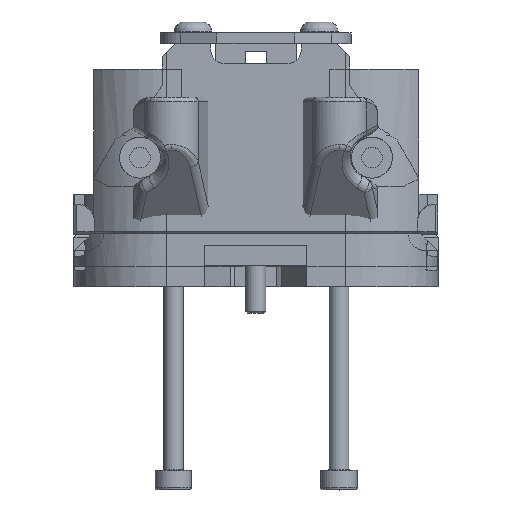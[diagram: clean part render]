
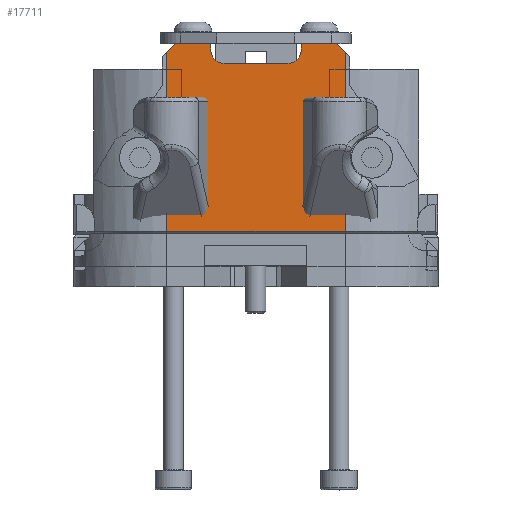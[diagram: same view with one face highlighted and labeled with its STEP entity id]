
A CAD part, top view. The second image highlights one B-rep face of the part: STEP entity #17711.
In plain terms, the highlighted face is planar.
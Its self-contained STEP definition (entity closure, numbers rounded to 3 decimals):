
#1525=CIRCLE('',#19277,2.);
#1526=CIRCLE('',#19280,2.);
#2350=FACE_OUTER_BOUND('',#3432,.T.);
#3432=EDGE_LOOP('',(#14466,#14467,#14468,#14469,#14470,#14471,#14472,#14473,
#14474,#14475,#14476,#14477,#14478,#14479,#14480,#14481));
#4678=LINE('',#33477,#6284);
#4679=LINE('',#33479,#6285);
#4681=LINE('',#33487,#6287);
#4683=LINE('',#33491,#6289);
#4684=LINE('',#33493,#6290);
#4685=LINE('',#33495,#6291);
#4857=LINE('',#33990,#6463);
#4861=LINE('',#34004,#6467);
#4867=LINE('',#34017,#6473);
#4868=LINE('',#34018,#6474);
#4869=LINE('',#34019,#6475);
#4870=LINE('',#34023,#6476);
#4871=LINE('',#34025,#6477);
#4872=LINE('',#34026,#6478);
#6284=VECTOR('',#22425,10.);
#6285=VECTOR('',#22426,10.);
#6287=VECTOR('',#22436,10.);
#6289=VECTOR('',#22440,10.);
#6290=VECTOR('',#22441,10.);
#6291=VECTOR('',#22442,10.);
#6463=VECTOR('',#22846,10.);
#6467=VECTOR('',#22858,10.);
#6473=VECTOR('',#22866,10.);
#6474=VECTOR('',#22867,10.);
#6475=VECTOR('',#22868,10.);
#6476=VECTOR('',#22871,10.);
#6477=VECTOR('',#22872,10.);
#6478=VECTOR('',#22873,10.);
#7842=VERTEX_POINT('',#32876);
#8029=VERTEX_POINT('',#33474);
#8030=VERTEX_POINT('',#33476);
#8031=VERTEX_POINT('',#33478);
#8034=VERTEX_POINT('',#33490);
#8035=VERTEX_POINT('',#33492);
#8036=VERTEX_POINT('',#33494);
#8162=VERTEX_POINT('',#33988);
#8165=VERTEX_POINT('',#33995);
#8166=VERTEX_POINT('',#33997);
#8167=VERTEX_POINT('',#34001);
#8173=VERTEX_POINT('',#34015);
#8174=VERTEX_POINT('',#34016);
#8175=VERTEX_POINT('',#34020);
#8176=VERTEX_POINT('',#34022);
#8177=VERTEX_POINT('',#34024);
#10161=EDGE_CURVE('',#8029,#8030,#4678,.T.);
#10162=EDGE_CURVE('',#8030,#8031,#4679,.T.);
#10167=EDGE_CURVE('',#7842,#8031,#4681,.T.);
#10169=EDGE_CURVE('',#7842,#8034,#4683,.T.);
#10170=EDGE_CURVE('',#8034,#8035,#4684,.T.);
#10171=EDGE_CURVE('',#8035,#8036,#4685,.T.);
#10387=EDGE_CURVE('',#8162,#8029,#4857,.T.);
#10390=EDGE_CURVE('',#8165,#8166,#1525,.T.);
#10393=EDGE_CURVE('',#8167,#8165,#4861,.T.);
#10399=EDGE_CURVE('',#8173,#8174,#4867,.T.);
#10400=EDGE_CURVE('',#8036,#8173,#4868,.T.);
#10401=EDGE_CURVE('',#8162,#8166,#4869,.F.);
#10402=EDGE_CURVE('',#8175,#8167,#1526,.T.);
#10403=EDGE_CURVE('',#8175,#8176,#4870,.F.);
#10404=EDGE_CURVE('',#8177,#8176,#4871,.T.);
#10405=EDGE_CURVE('',#8174,#8177,#4872,.T.);
#14466=ORIENTED_EDGE('',*,*,#10399,.F.);
#14467=ORIENTED_EDGE('',*,*,#10400,.F.);
#14468=ORIENTED_EDGE('',*,*,#10171,.F.);
#14469=ORIENTED_EDGE('',*,*,#10170,.F.);
#14470=ORIENTED_EDGE('',*,*,#10169,.F.);
#14471=ORIENTED_EDGE('',*,*,#10167,.T.);
#14472=ORIENTED_EDGE('',*,*,#10162,.F.);
#14473=ORIENTED_EDGE('',*,*,#10161,.F.);
#14474=ORIENTED_EDGE('',*,*,#10387,.F.);
#14475=ORIENTED_EDGE('',*,*,#10401,.T.);
#14476=ORIENTED_EDGE('',*,*,#10390,.F.);
#14477=ORIENTED_EDGE('',*,*,#10393,.F.);
#14478=ORIENTED_EDGE('',*,*,#10402,.F.);
#14479=ORIENTED_EDGE('',*,*,#10403,.T.);
#14480=ORIENTED_EDGE('',*,*,#10404,.F.);
#14481=ORIENTED_EDGE('',*,*,#10405,.F.);
#16864=PLANE('',#19279);
#17711=ADVANCED_FACE('',(#2350),#16864,.T.);
#19277=AXIS2_PLACEMENT_3D('',#33998,#22852,#22853);
#19279=AXIS2_PLACEMENT_3D('',#34014,#22864,#22865);
#19280=AXIS2_PLACEMENT_3D('',#34021,#22869,#22870);
#22425=DIRECTION('',(0.707,0.,-0.707));
#22426=DIRECTION('',(0.707,0.,-0.707));
#22436=DIRECTION('',(0.,0.,1.));
#22440=DIRECTION('',(-1.,0.,0.));
#22441=DIRECTION('',(-1.,0.,0.));
#22442=DIRECTION('',(-1.,0.,0.));
#22846=DIRECTION('',(1.,0.,0.));
#22852=DIRECTION('center_axis',(0.,-1.,0.));
#22853=DIRECTION('ref_axis',(0.707,0.,-0.707));
#22858=DIRECTION('',(1.,0.,0.));
#22864=DIRECTION('center_axis',(0.,-1.,0.));
#22865=DIRECTION('ref_axis',(1.,0.,0.));
#22866=DIRECTION('',(0.707,0.,0.707));
#22867=DIRECTION('',(0.,0.,1.));
#22868=DIRECTION('',(0.,0.,1.));
#22869=DIRECTION('center_axis',(0.,-1.,0.));
#22870=DIRECTION('ref_axis',(-0.707,0.,-0.707));
#22871=DIRECTION('',(0.,0.,-1.));
#22872=DIRECTION('',(1.,0.,0.));
#22873=DIRECTION('',(0.707,0.,0.707));
#32876=CARTESIAN_POINT('',(13.5,-151.704,82.312));
#33474=CARTESIAN_POINT('',(12.139,-151.704,110.636));
#33476=CARTESIAN_POINT('',(13.49,-151.704,109.286));
#33477=CARTESIAN_POINT('',(14.66,-151.704,108.115));
#33478=CARTESIAN_POINT('',(13.5,-151.704,109.276));
#33479=CARTESIAN_POINT('',(14.66,-151.704,108.115));
#33487=CARTESIAN_POINT('',(13.5,-151.704,76.912));
#33490=CARTESIAN_POINT('',(13.49,-151.704,82.312));
#33491=CARTESIAN_POINT('',(-12.041,-151.704,82.312));
#33492=CARTESIAN_POINT('',(-13.49,-151.704,82.312));
#33493=CARTESIAN_POINT('',(-12.041,-151.704,82.312));
#33494=CARTESIAN_POINT('',(-13.5,-151.704,82.312));
#33495=CARTESIAN_POINT('',(-12.041,-151.704,82.312));
#33988=CARTESIAN_POINT('',(6.812,-151.704,110.636));
#33990=CARTESIAN_POINT('',(-6.75,-151.704,110.636));
#33995=CARTESIAN_POINT('',(4.812,-151.704,107.63));
#33997=CARTESIAN_POINT('',(6.812,-151.704,109.63));
#33998=CARTESIAN_POINT('Origin',(4.812,-151.704,109.63));
#34001=CARTESIAN_POINT('',(-4.812,-151.704,107.63));
#34004=CARTESIAN_POINT('',(-12.041,-151.704,107.63));
#34014=CARTESIAN_POINT('Origin',(-13.5,-151.704,76.912));
#34015=CARTESIAN_POINT('',(-13.5,-151.704,109.276));
#34016=CARTESIAN_POINT('',(-13.49,-151.704,109.286));
#34017=CARTESIAN_POINT('',(-21.411,-151.704,101.365));
#34018=CARTESIAN_POINT('',(-13.5,-151.704,76.912));
#34019=CARTESIAN_POINT('',(6.812,-151.704,90.6));
#34020=CARTESIAN_POINT('',(-6.812,-151.704,109.63));
#34021=CARTESIAN_POINT('Origin',(-4.812,-151.704,109.63));
#34022=CARTESIAN_POINT('',(-6.812,-151.704,110.636));
#34023=CARTESIAN_POINT('',(-6.812,-151.704,90.6));
#34024=CARTESIAN_POINT('',(-12.14,-151.704,110.636));
#34025=CARTESIAN_POINT('',(-6.75,-151.704,110.636));
#34026=CARTESIAN_POINT('',(-21.411,-151.704,101.365));
